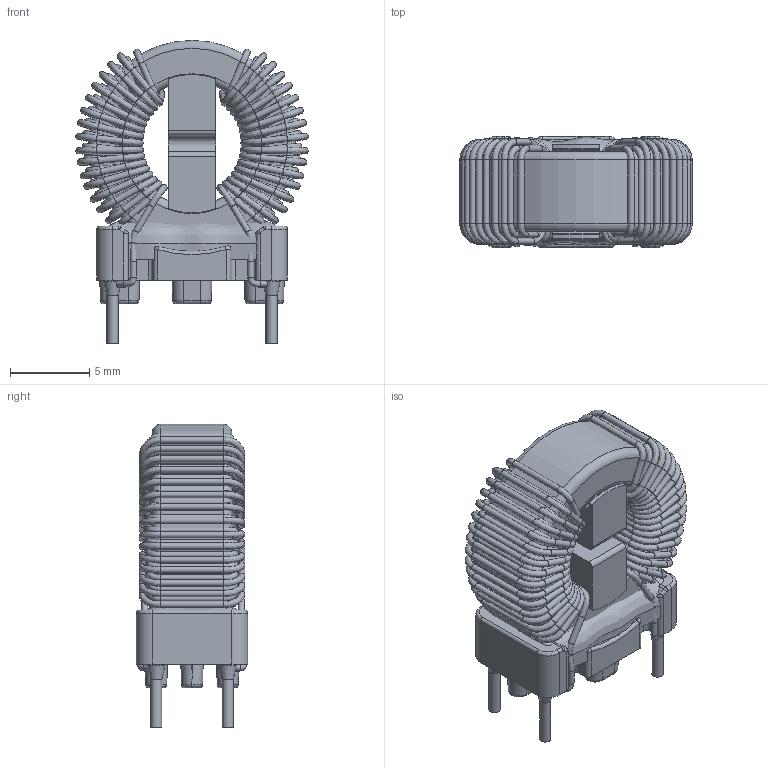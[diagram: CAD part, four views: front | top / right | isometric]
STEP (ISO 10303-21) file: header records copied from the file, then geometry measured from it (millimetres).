
FILE_DESCRIPTION(/* description */ ('Unknown'),/* implementation_level */ '2;1');
FILE_NAME(/* name */ '744821240_XS',/* time_stamp */ '2023-06-13T13:18:34+02:00',/* author */ ('Unknown'),/* organization */ ('Unknown'),/* preprocessor_version */ 'ST-DEVELOPER v16.7',/* originating_system */ 'Solid Edge',/* authorisation */ 'Unknown');
FILE_SCHEMA (('AUTOMOTIVE_DESIGN {1 0 10303 214 3 1 1}'));
Length unit declared in the file: millimetre
Products named in the file (6): 744821240_XS; Core; Spacer; Solderpoint; Glue; Base
Assembly tree (5 placements, depth 2):
  744821240_XS
    Core
    Spacer
    Solderpoint
    Glue
    Base
Bounding box: 14.61 x 7 x 19.08 mm (x, y, z)
Volume: 961 mm3; surface area: 2659 mm2
Topology: 14 solids, 18 shells, 884 faces, 1913 edges, 1065 vertices
Faces by surface type: cylinder 389, bspline 257, plane 117, torus 109, cone 12
Full cylindrical faces by diameter (mm): 0.4 x272, 0.7 x12, 7.8 x1, 13 x1
Entity records: 63752 total; most frequent: CARTESIAN_POINT 42144, DIRECTION 3223, ORIENTED_EDGE 2578, EDGE_LOOP 1473, FACE_BOUND 1473, AXIS2_PLACEMENT_3D 1470, EDGE_CURVE 1289, VERTEX_POINT 1024
